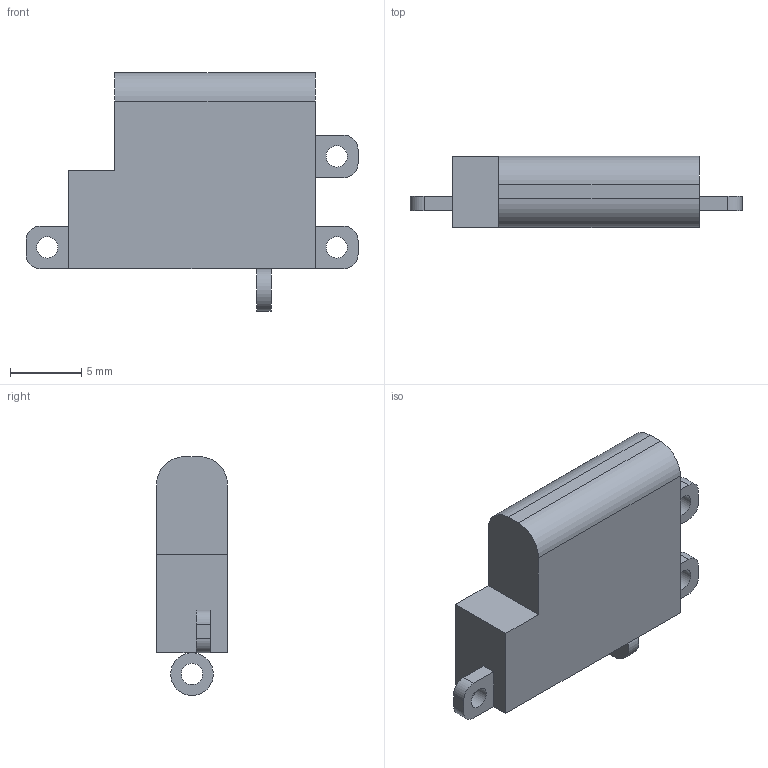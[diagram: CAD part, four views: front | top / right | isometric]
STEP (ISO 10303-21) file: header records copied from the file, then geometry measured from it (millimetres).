
FILE_DESCRIPTION(/* description */ (''),/* implementation_level */ '2;1');
FILE_NAME(/* name */ '00_z-slider_chinese_OPPO.ipt.step',/* time_stamp */ '2022-11-29T07:54:11+01:00',/* author */ ('diederichbenedict'),/* organization */ (''),/* preprocessor_version */ 'ST-DEVELOPER v18.1',/* originating_system */ 'Autodesk Inventor 2022',/* authorisation */ '');
FILE_SCHEMA (('AUTOMOTIVE_DESIGN { 1 0 10303 214 3 1 1 }'));
Length unit declared in the file: millimetre
Products named in the file (1): 00_z-slider_chinese_OPPO
Bounding box: 23.36 x 5 x 16.8 mm (x, y, z)
Volume: 1087.5 mm3; surface area: 813.5 mm2
Topology: 2 solids, 2 shells, 36 faces, 93 edges, 62 vertices
Faces by surface type: plane 23, cylinder 13
Full cylindrical faces by diameter (mm): 1.5 x4, 3 x1
Entity records: 1172 total; most frequent: CARTESIAN_POINT 195, DIRECTION 194, ORIENTED_EDGE 188, EDGE_CURVE 94, LINE 68, VECTOR 68, VERTEX_POINT 64, AXIS2_PLACEMENT_3D 63
